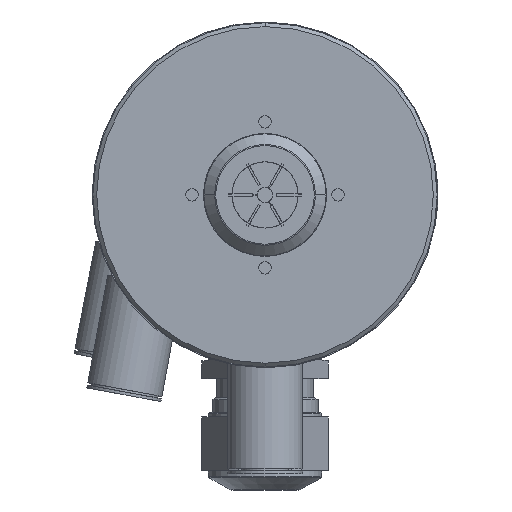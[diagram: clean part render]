
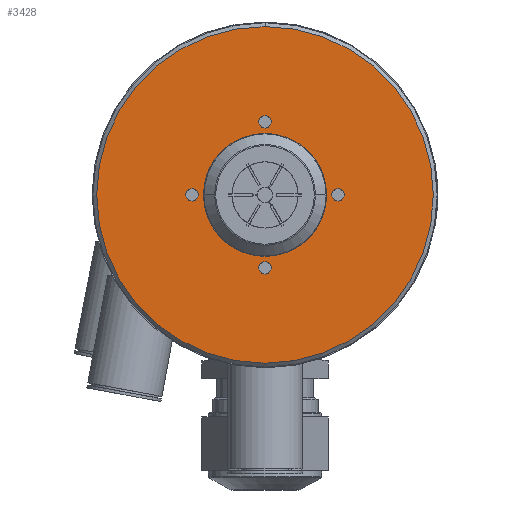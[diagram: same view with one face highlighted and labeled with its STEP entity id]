
A CAD part, left-side view. The second image highlights one B-rep face of the part: STEP entity #3428.
In plain terms, the highlighted planar face has unit normal (-1, 0, 0).
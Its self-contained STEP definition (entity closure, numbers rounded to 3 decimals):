
#2650 = EDGE_CURVE ( 'NONE', #3211, #3159, #4662, .T. ) ;
#2659 = VERTEX_POINT ( 'NONE', #10272 ) ;
#2664 = EDGE_CURVE ( 'NONE', #2659, #2666, #10270, .T. ) ;
#2666 = VERTEX_POINT ( 'NONE', #10344 ) ;
#2681 = EDGE_CURVE ( 'NONE', #2958, #2956, #10251, .T. ) ;
#2692 = VERTEX_POINT ( 'NONE', #10319 ) ;
#2695 = EDGE_CURVE ( 'NONE', #2692, #2696, #10318, .T. ) ;
#2696 = VERTEX_POINT ( 'NONE', #10313 ) ;
#2728 = EDGE_CURVE ( 'NONE', #2730, #2731, #10380, .T. ) ;
#2730 = VERTEX_POINT ( 'NONE', #10370 ) ;
#2731 = VERTEX_POINT ( 'NONE', #10369 ) ;
#2949 = EDGE_CURVE ( 'NONE', #3159, #3211, #6509, .T. ) ;
#2955 = EDGE_CURVE ( 'NONE', #2956, #2958, #6500, .T. ) ;
#2956 = VERTEX_POINT ( 'NONE', #6495 ) ;
#2958 = VERTEX_POINT ( 'NONE', #6490 ) ;
#3015 = EDGE_CURVE ( 'NONE', #3103, #3098, #6762, .T. ) ;
#3098 = VERTEX_POINT ( 'NONE', #6688 ) ;
#3102 = EDGE_CURVE ( 'NONE', #3098, #3103, #6682, .T. ) ;
#3103 = VERTEX_POINT ( 'NONE', #6677 ) ;
#3110 = EDGE_CURVE ( 'NONE', #2696, #2692, #6665, .T. ) ;
#3159 = VERTEX_POINT ( 'NONE', #6893 ) ;
#3211 = VERTEX_POINT ( 'NONE', #6986 ) ;
#3280 = EDGE_LOOP ( 'NONE', ( #3282, #3300 ) ) ;
#3282 = ORIENTED_EDGE ( 'NONE', *, *, #3509, .F. ) ;
#3295 = ORIENTED_EDGE ( 'NONE', *, *, #2681, .T. ) ;
#3296 = ORIENTED_EDGE ( 'NONE', *, *, #2955, .T. ) ;
#3300 = ORIENTED_EDGE ( 'NONE', *, *, #2664, .F. ) ;
#3302 = EDGE_LOOP ( 'NONE', ( #3305, #3307 ) ) ;
#3305 = ORIENTED_EDGE ( 'NONE', *, *, #3110, .F. ) ;
#3307 = ORIENTED_EDGE ( 'NONE', *, *, #2695, .F. ) ;
#3308 = EDGE_LOOP ( 'NONE', ( #3414, #3417 ) ) ;
#3362 = ORIENTED_EDGE ( 'NONE', *, *, #2650, .F. ) ;
#3363 = EDGE_LOOP ( 'NONE', ( #3295, #3296 ) ) ;
#3396 = EDGE_LOOP ( 'NONE', ( #3398, #3459 ) ) ;
#3398 = ORIENTED_EDGE ( 'NONE', *, *, #3430, .T. ) ;
#3414 = ORIENTED_EDGE ( 'NONE', *, *, #3015, .F. ) ;
#3417 = ORIENTED_EDGE ( 'NONE', *, *, #3102, .F. ) ;
#3419 = EDGE_LOOP ( 'NONE', ( #3362, #3473 ) ) ;
#3428 = ADVANCED_FACE ( 'NONE', ( #7398, #7397, #7396, #7395, #7394, #7337 ), #7391, .T. ) ;
#3430 = EDGE_CURVE ( 'NONE', #2731, #2730, #7386, .T. ) ;
#3459 = ORIENTED_EDGE ( 'NONE', *, *, #2728, .T. ) ;
#3473 = ORIENTED_EDGE ( 'NONE', *, *, #2949, .F. ) ;
#3509 = EDGE_CURVE ( 'NONE', #2666, #2659, #7358, .T. ) ;
#4653 = DIRECTION ( 'NONE',  ( 0., 0., 1. ) ) ;
#4654 = DIRECTION ( 'NONE',  ( -1., 0., 0. ) ) ;
#4658 = CARTESIAN_POINT ( 'NONE',  ( -126.4, 9.5, 0. ) ) ;
#4659 = AXIS2_PLACEMENT_3D ( 'NONE', #4658, #4654, #4653 ) ;
#4662 = CIRCLE ( 'NONE', #4659, 0.8 ) ;
#6490 = CARTESIAN_POINT ( 'NONE',  ( -126.4, 0., -7. ) ) ;
#6495 = CARTESIAN_POINT ( 'NONE',  ( -126.4, 0., 7. ) ) ;
#6496 = DIRECTION ( 'NONE',  ( 0., 0., -1. ) ) ;
#6497 = DIRECTION ( 'NONE',  ( 1., 0., 0. ) ) ;
#6498 = CARTESIAN_POINT ( 'NONE',  ( -126.4, 0., 0. ) ) ;
#6499 = AXIS2_PLACEMENT_3D ( 'NONE', #6498, #6497, #6496 ) ;
#6500 = CIRCLE ( 'NONE', #6499, 7. ) ;
#6505 = DIRECTION ( 'NONE',  ( 0., 0., 1. ) ) ;
#6506 = DIRECTION ( 'NONE',  ( -1., 0., 0. ) ) ;
#6507 = CARTESIAN_POINT ( 'NONE',  ( -126.4, 9.5, 0. ) ) ;
#6508 = AXIS2_PLACEMENT_3D ( 'NONE', #6507, #6506, #6505 ) ;
#6509 = CIRCLE ( 'NONE', #6508, 0.8 ) ;
#6569 = DIRECTION ( 'NONE',  ( 0., 0., 1. ) ) ;
#6570 = DIRECTION ( 'NONE',  ( -1., 0., 0. ) ) ;
#6571 = AXIS2_PLACEMENT_3D ( 'NONE', #6666, #6570, #6569 ) ;
#6665 = CIRCLE ( 'NONE', #6571, 0.8 ) ;
#6666 = CARTESIAN_POINT ( 'NONE',  ( -126.4, -9.5, 0. ) ) ;
#6677 = CARTESIAN_POINT ( 'NONE',  ( -126.4, 0., 10.3 ) ) ;
#6678 = DIRECTION ( 'NONE',  ( 0., 0., 1. ) ) ;
#6679 = DIRECTION ( 'NONE',  ( -1., 0., 0. ) ) ;
#6680 = CARTESIAN_POINT ( 'NONE',  ( -126.4, 0., 9.5 ) ) ;
#6681 = AXIS2_PLACEMENT_3D ( 'NONE', #6680, #6679, #6678 ) ;
#6682 = CIRCLE ( 'NONE', #6681, 0.8 ) ;
#6688 = CARTESIAN_POINT ( 'NONE',  ( -126.4, 0., 8.7 ) ) ;
#6758 = DIRECTION ( 'NONE',  ( 0., 0., 1. ) ) ;
#6759 = DIRECTION ( 'NONE',  ( -1., 0., 0. ) ) ;
#6760 = CARTESIAN_POINT ( 'NONE',  ( -126.4, 0., 9.5 ) ) ;
#6761 = AXIS2_PLACEMENT_3D ( 'NONE', #6760, #6759, #6758 ) ;
#6762 = CIRCLE ( 'NONE', #6761, 0.8 ) ;
#6893 = CARTESIAN_POINT ( 'NONE',  ( -126.4, 9.5, -0.8 ) ) ;
#6986 = CARTESIAN_POINT ( 'NONE',  ( -126.4, 9.5, 0.8 ) ) ;
#7336 = DIRECTION ( 'NONE',  ( -1., 0., 0. ) ) ;
#7337 = FACE_BOUND ( 'NONE', #3363, .T. ) ;
#7354 = DIRECTION ( 'NONE',  ( 0., 0., 1. ) ) ;
#7355 = DIRECTION ( 'NONE',  ( -1., 0., 0. ) ) ;
#7356 = CARTESIAN_POINT ( 'NONE',  ( -126.4, 0., -9.5 ) ) ;
#7357 = AXIS2_PLACEMENT_3D ( 'NONE', #7356, #7355, #7354 ) ;
#7358 = CIRCLE ( 'NONE', #7357, 0.8 ) ;
#7386 = CIRCLE ( 'NONE', #7481, 21.9 ) ;
#7387 = DIRECTION ( 'NONE',  ( 0., 0., 1. ) ) ;
#7391 = PLANE ( 'NONE',  #7493 ) ;
#7394 = FACE_BOUND ( 'NONE', #3419, .T. ) ;
#7395 = FACE_BOUND ( 'NONE', #3308, .T. ) ;
#7396 = FACE_BOUND ( 'NONE', #3302, .T. ) ;
#7397 = FACE_BOUND ( 'NONE', #3280, .T. ) ;
#7398 = FACE_OUTER_BOUND ( 'NONE', #3396, .T. ) ;
#7478 = DIRECTION ( 'NONE',  ( 0., 0., 1. ) ) ;
#7479 = DIRECTION ( 'NONE',  ( -1., 0., 0. ) ) ;
#7480 = CARTESIAN_POINT ( 'NONE',  ( -126.4, 0., 0. ) ) ;
#7481 = AXIS2_PLACEMENT_3D ( 'NONE', #7480, #7479, #7478 ) ;
#7484 = CARTESIAN_POINT ( 'NONE',  ( -126.4, 7., 0. ) ) ;
#7493 = AXIS2_PLACEMENT_3D ( 'NONE', #7484, #7336, #7387 ) ;
#10247 = DIRECTION ( 'NONE',  ( 0., 0., -1. ) ) ;
#10248 = DIRECTION ( 'NONE',  ( 1., 0., 0. ) ) ;
#10249 = CARTESIAN_POINT ( 'NONE',  ( -126.4, 0., 0. ) ) ;
#10250 = AXIS2_PLACEMENT_3D ( 'NONE', #10249, #10248, #10247 ) ;
#10251 = CIRCLE ( 'NONE', #10250, 7. ) ;
#10268 = CARTESIAN_POINT ( 'NONE',  ( -126.4, 0., -9.5 ) ) ;
#10269 = AXIS2_PLACEMENT_3D ( 'NONE', #10268, #10346, #10345 ) ;
#10270 = CIRCLE ( 'NONE', #10269, 0.8 ) ;
#10272 = CARTESIAN_POINT ( 'NONE',  ( -126.4, 0., -10.3 ) ) ;
#10313 = CARTESIAN_POINT ( 'NONE',  ( -126.4, -9.5, 0.8 ) ) ;
#10314 = DIRECTION ( 'NONE',  ( 0., 0., 1. ) ) ;
#10315 = DIRECTION ( 'NONE',  ( -1., 0., 0. ) ) ;
#10316 = CARTESIAN_POINT ( 'NONE',  ( -126.4, -9.5, 0. ) ) ;
#10317 = AXIS2_PLACEMENT_3D ( 'NONE', #10316, #10315, #10314 ) ;
#10318 = CIRCLE ( 'NONE', #10317, 0.8 ) ;
#10319 = CARTESIAN_POINT ( 'NONE',  ( -126.4, -9.5, -0.8 ) ) ;
#10344 = CARTESIAN_POINT ( 'NONE',  ( -126.4, 0., -8.7 ) ) ;
#10345 = DIRECTION ( 'NONE',  ( 0., 0., 1. ) ) ;
#10346 = DIRECTION ( 'NONE',  ( -1., 0., 0. ) ) ;
#10369 = CARTESIAN_POINT ( 'NONE',  ( -126.4, 0., -21.9 ) ) ;
#10370 = CARTESIAN_POINT ( 'NONE',  ( -126.4, 0., 21.9 ) ) ;
#10371 = DIRECTION ( 'NONE',  ( 0., 0., 1. ) ) ;
#10372 = DIRECTION ( 'NONE',  ( -1., 0., 0. ) ) ;
#10373 = CARTESIAN_POINT ( 'NONE',  ( -126.4, 0., 0. ) ) ;
#10374 = AXIS2_PLACEMENT_3D ( 'NONE', #10373, #10372, #10371 ) ;
#10380 = CIRCLE ( 'NONE', #10374, 21.9 ) ;
